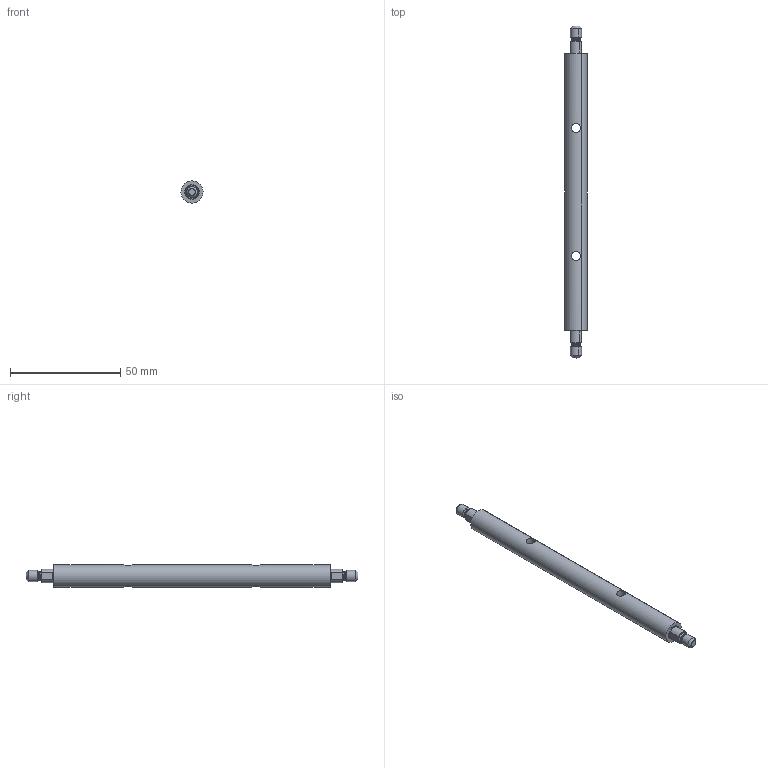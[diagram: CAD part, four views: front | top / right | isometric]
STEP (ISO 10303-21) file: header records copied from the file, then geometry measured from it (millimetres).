
FILE_DESCRIPTION(('CATIA V5 STEP Exchange'),'2;1');
FILE_NAME('EOLX1.2-D-130-004_A.stp','2020-01-30T22:14:58+00:00',('none'),('none'),'CATIA Version 5 Release 21 GA (IN-10)','CATIA V5 STEP AP203','none');
FILE_SCHEMA(('CONFIG_CONTROL_DESIGN'));
Length unit declared in the file: millimetre
Products named in the file (1): EOLX1.2-D-130-004_A
Bounding box: 10 x 150.4 x 10 mm (x, y, z)
Volume: 10114.5 mm3; surface area: 4684.8 mm2
Topology: 1 solids, 1 shells, 60 faces, 138 edges, 84 vertices
Faces by surface type: cylinder 26, plane 14, torus 12, cone 8
Entity records: 1674 total; most frequent: CARTESIAN_POINT 450, ORIENTED_EDGE 276, DIRECTION 172, EDGE_CURVE 138, AXIS2_PLACEMENT_3D 96, VERTEX_POINT 84, EDGE_LOOP 68, CIRCLE 64
